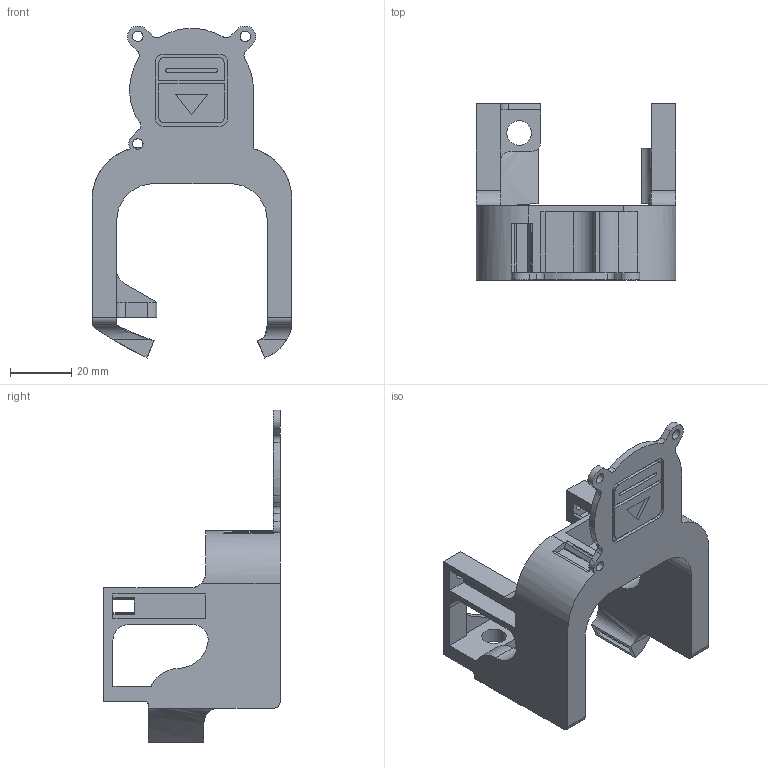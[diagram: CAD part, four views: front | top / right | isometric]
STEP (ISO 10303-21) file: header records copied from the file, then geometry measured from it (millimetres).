
FILE_DESCRIPTION(/* description */ (''),/* implementation_level */ '2;1');
FILE_NAME(/* name */ 'aaa.step',/* time_stamp */ '2022-03-24T16:00:06+08:00',/* author */ (''),/* organization */ (''),/* preprocessor_version */ 'ST-DEVELOPER v18.1',/* originating_system */ 'Autodesk Translation Framework v10.13.0.1454',/* authorisation */ '');
FILE_SCHEMA (('AUTOMOTIVE_DESIGN { 1 0 10303 214 3 1 1 }'));
Length unit declared in the file: millimetre
Products named in the file (1): (Unsaved)
Bounding box: 65 x 57.45 x 108.08 mm (x, y, z)
Volume: 25400.8 mm3; surface area: 30537.4 mm2
Topology: 1 solids, 1 shells, 191 faces, 556 edges, 369 vertices
Faces by surface type: plane 107, cylinder 76, bspline 8
Full cylindrical faces by diameter (mm): 3.4 x3, 8 x1
Entity records: 6664 total; most frequent: CARTESIAN_POINT 1453, ORIENTED_EDGE 1112, DIRECTION 1049, EDGE_CURVE 556, LINE 377, VECTOR 377, VERTEX_POINT 369, AXIS2_PLACEMENT_3D 336
